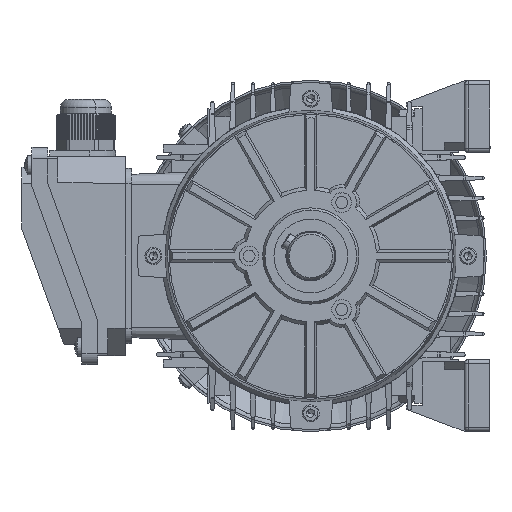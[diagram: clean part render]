
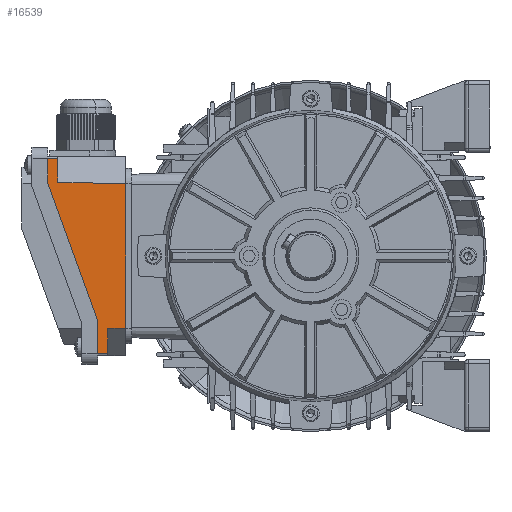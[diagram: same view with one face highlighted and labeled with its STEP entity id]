
A CAD part, left-side view. The second image highlights one B-rep face of the part: STEP entity #16539.
In plain terms, the highlighted face is planar.
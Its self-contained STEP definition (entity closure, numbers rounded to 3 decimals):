
#16396 = VERTEX_POINT ( 'NONE', #87258 ) ;
#16398 = EDGE_CURVE ( 'NONE', #16399, #16396, #87255, .T. ) ;
#16399 = VERTEX_POINT ( 'NONE', #87247 ) ;
#16435 = VERTEX_POINT ( 'NONE', #87303 ) ;
#16438 = EDGE_CURVE ( 'NONE', #16439, #16435, #87299, .T. ) ;
#16439 = VERTEX_POINT ( 'NONE', #87294 ) ;
#16495 = ORIENTED_EDGE ( 'NONE', *, *, #16496, .F. ) ;
#16496 = EDGE_CURVE ( 'NONE', #16542, #16498, #87431, .T. ) ;
#16498 = VERTEX_POINT ( 'NONE', #87426 ) ;
#16499 = ORIENTED_EDGE ( 'NONE', *, *, #16500, .T. ) ;
#16500 = EDGE_CURVE ( 'NONE', #16542, #16502, #87423, .T. ) ;
#16502 = VERTEX_POINT ( 'NONE', #87415 ) ;
#16504 = ORIENTED_EDGE ( 'NONE', *, *, #16506, .F. ) ;
#16506 = EDGE_CURVE ( 'NONE', #16508, #16502, #87412, .T. ) ;
#16508 = VERTEX_POINT ( 'NONE', #87405 ) ;
#16509 = ORIENTED_EDGE ( 'NONE', *, *, #16510, .T. ) ;
#16510 = EDGE_CURVE ( 'NONE', #16508, #16399, #87402, .T. ) ;
#16511 = ORIENTED_EDGE ( 'NONE', *, *, #16398, .T. ) ;
#16514 = ORIENTED_EDGE ( 'NONE', *, *, #16516, .F. ) ;
#16516 = EDGE_CURVE ( 'NONE', #16623, #16396, #87395, .T. ) ;
#16539 = ADVANCED_FACE ( 'NONE', ( #87471 ), #87469, .F. ) ;
#16541 = EDGE_LOOP ( 'NONE', ( #16495, #16499, #16504, #16509, #16511, #16514, #16625, #16632, #16634, #16635 ) ) ;
#16542 = VERTEX_POINT ( 'NONE', #87461 ) ;
#16623 = VERTEX_POINT ( 'NONE', #87640 ) ;
#16625 = ORIENTED_EDGE ( 'NONE', *, *, #16628, .F. ) ;
#16628 = EDGE_CURVE ( 'NONE', #16631, #16623, #87639, .T. ) ;
#16631 = VERTEX_POINT ( 'NONE', #87632 ) ;
#16632 = ORIENTED_EDGE ( 'NONE', *, *, #16633, .T. ) ;
#16633 = EDGE_CURVE ( 'NONE', #16631, #16439, #87628, .T. ) ;
#16634 = ORIENTED_EDGE ( 'NONE', *, *, #16438, .T. ) ;
#16635 = ORIENTED_EDGE ( 'NONE', *, *, #16636, .F. ) ;
#16636 = EDGE_CURVE ( 'NONE', #16498, #16435, #87621, .T. ) ;
#87247 = CARTESIAN_POINT ( 'NONE',  ( -36.243, -21., 50. ) ) ;
#87250 = DIRECTION ( 'NONE',  ( 1., 0., 0. ) ) ;
#87251 = VECTOR ( 'NONE', #87250, 1000. ) ;
#87253 = CARTESIAN_POINT ( 'NONE',  ( -50., -21., 50. ) ) ;
#87255 = LINE ( 'NONE', #87253, #87251 ) ;
#87258 = CARTESIAN_POINT ( 'NONE',  ( 36.243, -21., 50. ) ) ;
#87294 = CARTESIAN_POINT ( 'NONE',  ( 49., 21., 50. ) ) ;
#87296 = DIRECTION ( 'NONE',  ( -1., 0., 0. ) ) ;
#87297 = VECTOR ( 'NONE', #87296, 1000. ) ;
#87298 = CARTESIAN_POINT ( 'NONE',  ( -50., 21., 50. ) ) ;
#87299 = LINE ( 'NONE', #87298, #87297 ) ;
#87303 = CARTESIAN_POINT ( 'NONE',  ( 35.8, 21., 50. ) ) ;
#87391 = DIRECTION ( 'NONE',  ( -0.025, -1., 0. ) ) ;
#87392 = VECTOR ( 'NONE', #87391, 1000. ) ;
#87394 = CARTESIAN_POINT ( 'NONE',  ( 36.243, -21., 50. ) ) ;
#87395 = LINE ( 'NONE', #87394, #87392 ) ;
#87397 = DIRECTION ( 'NONE',  ( 0.025, -1., 0. ) ) ;
#87398 = VECTOR ( 'NONE', #87397, 1000. ) ;
#87400 = CARTESIAN_POINT ( 'NONE',  ( -37.226, 18.847, 50. ) ) ;
#87402 = LINE ( 'NONE', #87400, #87398 ) ;
#87405 = CARTESIAN_POINT ( 'NONE',  ( -36.465, -12., 50. ) ) ;
#87406 = DIRECTION ( 'NONE',  ( -1., 0., 0. ) ) ;
#87408 = VECTOR ( 'NONE', #87406, 1000. ) ;
#87410 = CARTESIAN_POINT ( 'NONE',  ( -50., -12., 50. ) ) ;
#87412 = LINE ( 'NONE', #87410, #87408 ) ;
#87415 = CARTESIAN_POINT ( 'NONE',  ( -49., -12., 50. ) ) ;
#87418 = DIRECTION ( 'NONE',  ( 0., -1., 0. ) ) ;
#87419 = VECTOR ( 'NONE', #87418, 1000. ) ;
#87421 = CARTESIAN_POINT ( 'NONE',  ( -49., -12., 50. ) ) ;
#87423 = LINE ( 'NONE', #87421, #87419 ) ;
#87426 = CARTESIAN_POINT ( 'NONE',  ( -33., -4., 50. ) ) ;
#87427 = DIRECTION ( 'NONE',  ( 1., 0., 0. ) ) ;
#87428 = VECTOR ( 'NONE', #87427, 1000. ) ;
#87429 = CARTESIAN_POINT ( 'NONE',  ( -50., -4., 50. ) ) ;
#87431 = LINE ( 'NONE', #87429, #87428 ) ;
#87461 = CARTESIAN_POINT ( 'NONE',  ( -49., -4., 50. ) ) ;
#87463 = DIRECTION ( 'NONE',  ( -1., 0., 0. ) ) ;
#87465 = DIRECTION ( 'NONE',  ( 0., 0., -1. ) ) ;
#87467 = CARTESIAN_POINT ( 'NONE',  ( 50., 21., 50. ) ) ;
#87468 = AXIS2_PLACEMENT_3D ( 'NONE', #87467, #87465, #87463 ) ;
#87469 = PLANE ( 'NONE',  #87468 ) ;
#87471 = FACE_OUTER_BOUND ( 'NONE', #16541, .T. ) ;
#87615 = DIRECTION ( 'NONE',  ( 0.94, 0.342, 0. ) ) ;
#87617 = VECTOR ( 'NONE', #87615, 1000. ) ;
#87620 = CARTESIAN_POINT ( 'NONE',  ( 35.8, 21., 50. ) ) ;
#87621 = LINE ( 'NONE', #87620, #87617 ) ;
#87623 = DIRECTION ( 'NONE',  ( 0., 1., 0. ) ) ;
#87624 = VECTOR ( 'NONE', #87623, 1000. ) ;
#87626 = CARTESIAN_POINT ( 'NONE',  ( 49., 21., 50. ) ) ;
#87628 = LINE ( 'NONE', #87626, #87624 ) ;
#87632 = CARTESIAN_POINT ( 'NONE',  ( 49., 13., 50. ) ) ;
#87634 = DIRECTION ( 'NONE',  ( -1., 0., 0. ) ) ;
#87636 = VECTOR ( 'NONE', #87634, 1000. ) ;
#87638 = CARTESIAN_POINT ( 'NONE',  ( 36.243, 13., 50. ) ) ;
#87639 = LINE ( 'NONE', #87638, #87636 ) ;
#87640 = CARTESIAN_POINT ( 'NONE',  ( 37.082, 13., 50. ) ) ;
